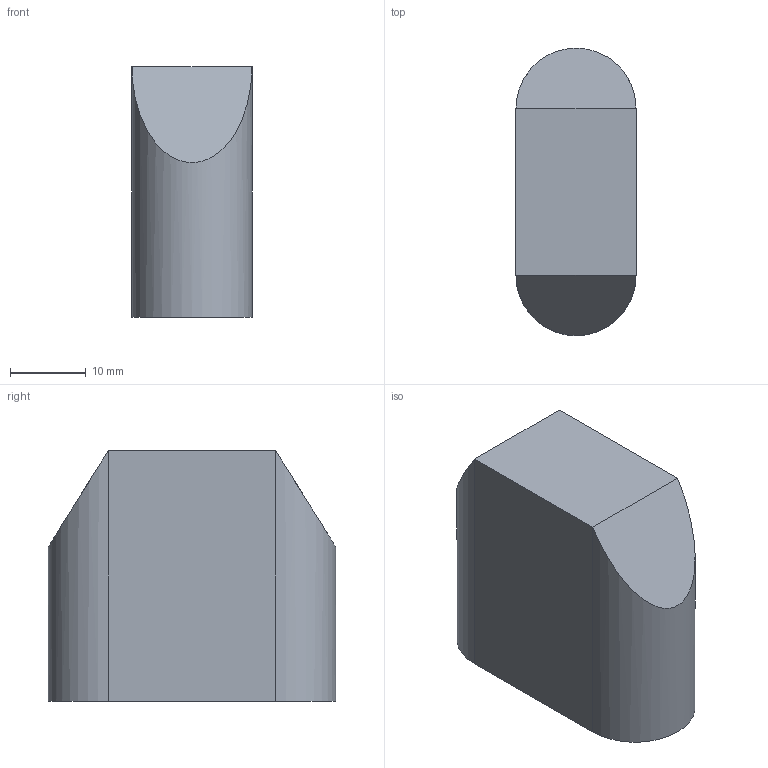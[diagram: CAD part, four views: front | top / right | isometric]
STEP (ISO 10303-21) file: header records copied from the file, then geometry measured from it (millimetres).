
FILE_DESCRIPTION (( 'STEP AP203' ), '1' );
FILE_NAME ('SUPPORT V4 POUR USINAGE.STEP', '2022-05-18T09:22:39', ( '' ), ( '' ), 'SwSTEP 2.0', 'SolidWorks 2020', '' );
FILE_SCHEMA (( 'CONFIG_CONTROL_DESIGN' ));
Length unit declared in the file: millimetre
Products named in the file (1): SUPPORT V4 POUR USINAGE
Bounding box: 15.8 x 37.8 x 33 mm (x, y, z)
Volume: 11247.4 mm3; surface area: 5159.9 mm2
Topology: 1 solids, 1 shells, 13 faces, 26 edges, 16 vertices
Faces by surface type: plane 9, cylinder 4
Entity records: 411 total; most frequent: CARTESIAN_POINT 62, DIRECTION 58, ORIENTED_EDGE 52, EDGE_CURVE 26, AXIS2_PLACEMENT_3D 20, VECTOR 18, LINE 18, VERTEX_POINT 16
